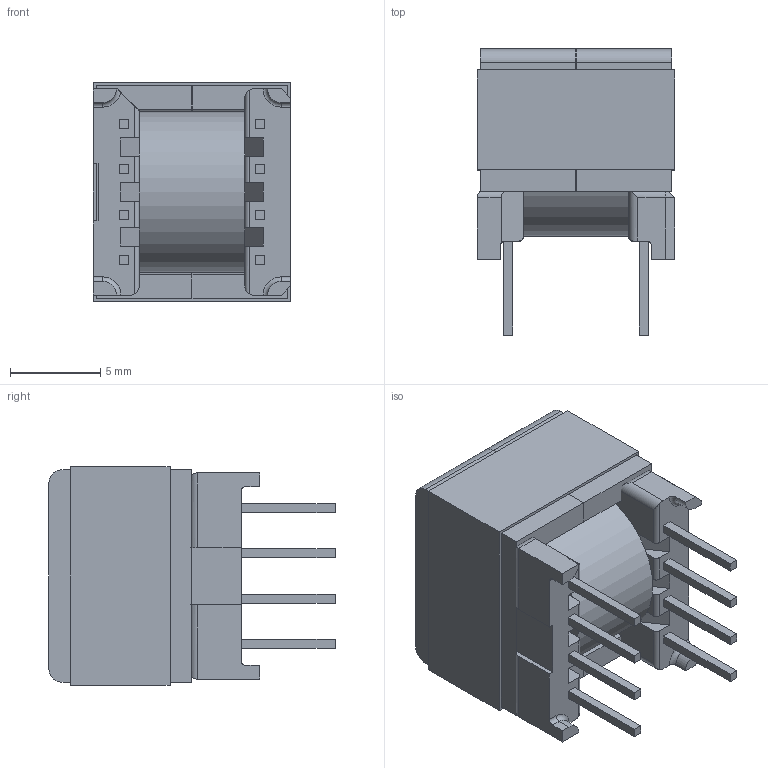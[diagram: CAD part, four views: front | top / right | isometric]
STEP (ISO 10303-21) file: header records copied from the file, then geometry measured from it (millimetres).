
FILE_DESCRIPTION (( 'STEP AP214' ), '1' );
FILE_NAME ('EP10_2365.STEP', '2019-01-31T19:40:25', ( '' ), ( '' ), 'SwSTEP 2.0', 'SolidWorks 2017', '' );
FILE_SCHEMA (( 'AUTOMOTIVE_DESIGN' ));
Length unit declared in the file: millimetre
Products named in the file (5): 440-9987-2361; 150-2361_6A; 070-2365_coil; 070-2365_6Q; EP10_2365
Assembly tree (5 placements, depth 2):
  EP10_2365
    070-2365_6Q
    070-2365_coil
    150-2361_6A  x2
    440-9987-2361
Bounding box: 10.92 x 15.88 x 12.13 mm (x, y, z)
Volume: 1250 mm3; surface area: 2454.7 mm2
Topology: 5 solids, 5 shells, 190 faces, 483 edges, 311 vertices
Faces by surface type: plane 128, cylinder 52, torus 8, cone 2
Entity records: 6006 total; most frequent: CARTESIAN_POINT 964, DIRECTION 893, ORIENTED_EDGE 890, EDGE_CURVE 445, VECTOR 337, LINE 337, VERTEX_POINT 287, AXIS2_PLACEMENT_3D 278
